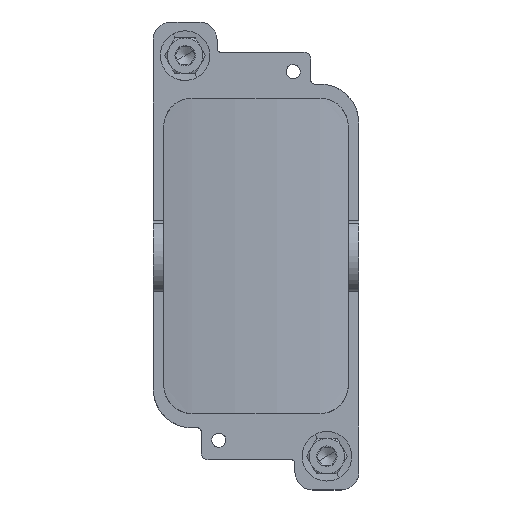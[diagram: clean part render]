
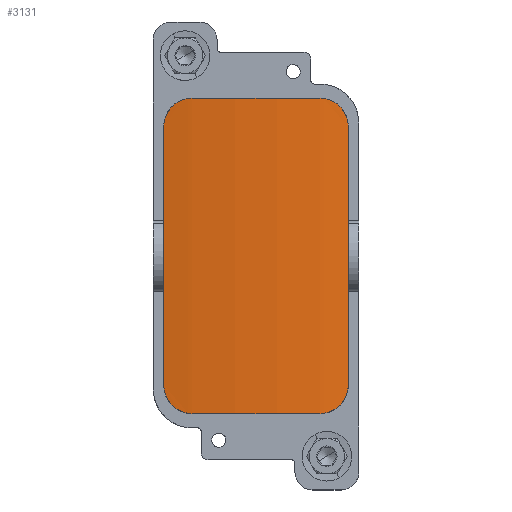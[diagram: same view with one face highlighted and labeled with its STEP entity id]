
A CAD part, top view. The second image highlights one B-rep face of the part: STEP entity #3131.
In plain terms, the highlighted cylindrical face has radius 150 mm (diameter 300 mm), a partial arc.
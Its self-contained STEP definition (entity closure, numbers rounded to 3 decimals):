
#3069=AXIS2_PLACEMENT_3D('Cylinder Axis2P3D',#3066,#3067,#3068) ;
#3083=AXIS2_PLACEMENT_3D('Circle Axis2P3D',#3081,#3082,$) ;
#3108=AXIS2_PLACEMENT_3D('Circle Axis2P3D',#3106,#3107,$) ;
#2097=CARTESIAN_POINT('Vertex',(3.,29.5,39.229)) ;
#2100=CARTESIAN_POINT('Line Origine',(3.,66.,39.229)) ;
#2104=CARTESIAN_POINT('Vertex',(3.,102.5,39.229)) ;
#2315=CARTESIAN_POINT('Vertex',(55.,102.5,39.229)) ;
#2318=CARTESIAN_POINT('Line Origine',(55.,66.,39.229)) ;
#2322=CARTESIAN_POINT('Vertex',(55.,29.5,39.229)) ;
#3066=CARTESIAN_POINT('Axis2P3D Location',(29.,66.,-108.5)) ;
#3072=CARTESIAN_POINT('Control Point',(55.,102.5,39.229)) ;
#3073=CARTESIAN_POINT('Control Point',(55.,105.026,39.229)) ;
#3074=CARTESIAN_POINT('Control Point',(54.002,107.557,39.405)) ;
#3075=CARTESIAN_POINT('Control Point',(52.008,109.519,39.758)) ;
#3076=CARTESIAN_POINT('Control Point',(49.508,110.5,40.113)) ;
#3077=CARTESIAN_POINT('Control Point',(47.,110.5,40.416)) ;
#3078=CARTESIAN_POINT('Vertex',(47.,110.5,40.416)) ;
#3081=CARTESIAN_POINT('Axis2P3D Location',(29.,110.5,-108.5)) ;
#3085=CARTESIAN_POINT('Vertex',(11.,110.5,40.416)) ;
#3089=CARTESIAN_POINT('Control Point',(3.,102.5,39.229)) ;
#3090=CARTESIAN_POINT('Control Point',(3.,105.026,39.229)) ;
#3091=CARTESIAN_POINT('Control Point',(3.998,107.557,39.405)) ;
#3092=CARTESIAN_POINT('Control Point',(5.992,109.519,39.758)) ;
#3093=CARTESIAN_POINT('Control Point',(8.492,110.5,40.113)) ;
#3094=CARTESIAN_POINT('Control Point',(11.,110.5,40.416)) ;
#3097=CARTESIAN_POINT('Control Point',(3.,29.5,39.229)) ;
#3098=CARTESIAN_POINT('Control Point',(3.,26.974,39.229)) ;
#3099=CARTESIAN_POINT('Control Point',(3.998,24.443,39.405)) ;
#3100=CARTESIAN_POINT('Control Point',(5.992,22.481,39.758)) ;
#3101=CARTESIAN_POINT('Control Point',(8.492,21.5,40.113)) ;
#3102=CARTESIAN_POINT('Control Point',(11.,21.5,40.416)) ;
#3103=CARTESIAN_POINT('Vertex',(11.,21.5,40.416)) ;
#3106=CARTESIAN_POINT('Axis2P3D Location',(29.,21.5,-108.5)) ;
#3110=CARTESIAN_POINT('Vertex',(47.,21.5,40.416)) ;
#3114=CARTESIAN_POINT('Control Point',(55.,29.5,39.229)) ;
#3115=CARTESIAN_POINT('Control Point',(55.,26.974,39.229)) ;
#3116=CARTESIAN_POINT('Control Point',(54.002,24.443,39.405)) ;
#3117=CARTESIAN_POINT('Control Point',(52.008,22.481,39.758)) ;
#3118=CARTESIAN_POINT('Control Point',(49.508,21.5,40.113)) ;
#3119=CARTESIAN_POINT('Control Point',(47.,21.5,40.416)) ;
#2101=DIRECTION('Vector Direction',(0.,-1.,0.)) ;
#2319=DIRECTION('Vector Direction',(0.,-1.,0.)) ;
#3067=DIRECTION('Axis2P3D Direction',(0.,-1.,0.)) ;
#3068=DIRECTION('Axis2P3D XDirection',(0.173,0.,0.985)) ;
#3082=DIRECTION('Axis2P3D Direction',(0.,-1.,0.)) ;
#3107=DIRECTION('Axis2P3D Direction',(0.,-1.,0.)) ;
#2102=VECTOR('Line Direction',#2101,1.) ;
#2320=VECTOR('Line Direction',#2319,1.) ;
#3122=ORIENTED_EDGE('',*,*,#2324,.F.) ;
#3123=ORIENTED_EDGE('',*,*,#3080,.F.) ;
#3124=ORIENTED_EDGE('',*,*,#3087,.T.) ;
#3125=ORIENTED_EDGE('',*,*,#3095,.F.) ;
#3126=ORIENTED_EDGE('',*,*,#2106,.T.) ;
#3127=ORIENTED_EDGE('',*,*,#3105,.F.) ;
#3128=ORIENTED_EDGE('',*,*,#3112,.F.) ;
#3129=ORIENTED_EDGE('',*,*,#3120,.F.) ;
#3131=ADVANCED_FACE('Hauptk\X2\00F6\X0\rper',(#3130),#3070,.T.) ;
#3071=B_SPLINE_CURVE_WITH_KNOTS('',5,(#3072,#3073,#3074,#3075,#3076,#3077),.UNSPECIFIED.,.F.,.U.,(6,6),(0.,17.864),.UNSPECIFIED.) ;
#3088=B_SPLINE_CURVE_WITH_KNOTS('',5,(#3089,#3090,#3091,#3092,#3093,#3094),.UNSPECIFIED.,.F.,.U.,(6,6),(0.,17.864),.UNSPECIFIED.) ;
#3096=B_SPLINE_CURVE_WITH_KNOTS('',5,(#3097,#3098,#3099,#3100,#3101,#3102),.UNSPECIFIED.,.F.,.U.,(6,6),(0.,17.864),.UNSPECIFIED.) ;
#3113=B_SPLINE_CURVE_WITH_KNOTS('',5,(#3114,#3115,#3116,#3117,#3118,#3119),.UNSPECIFIED.,.F.,.U.,(6,6),(0.,17.864),.UNSPECIFIED.) ;
#3084=CIRCLE('generated circle',#3083,150.) ;
#3109=CIRCLE('generated circle',#3108,150.) ;
#3070=CYLINDRICAL_SURFACE('generated cylinder',#3069,150.) ;
#2106=EDGE_CURVE('',#2105,#2098,#2103,.T.) ;
#2324=EDGE_CURVE('',#2316,#2323,#2321,.T.) ;
#3080=EDGE_CURVE('',#3079,#2316,#3071,.F.) ;
#3087=EDGE_CURVE('',#3079,#3086,#3084,.T.) ;
#3095=EDGE_CURVE('',#2105,#3086,#3088,.T.) ;
#3105=EDGE_CURVE('',#3104,#2098,#3096,.F.) ;
#3112=EDGE_CURVE('',#3111,#3104,#3109,.T.) ;
#3120=EDGE_CURVE('',#2323,#3111,#3113,.T.) ;
#3121=EDGE_LOOP('',(#3122,#3123,#3124,#3125,#3126,#3127,#3128,#3129)) ;
#3130=FACE_OUTER_BOUND('',#3121,.T.) ;
#2103=LINE('Line',#2100,#2102) ;
#2321=LINE('Line',#2318,#2320) ;
#2098=VERTEX_POINT('',#2097) ;
#2105=VERTEX_POINT('',#2104) ;
#2316=VERTEX_POINT('',#2315) ;
#2323=VERTEX_POINT('',#2322) ;
#3079=VERTEX_POINT('',#3078) ;
#3086=VERTEX_POINT('',#3085) ;
#3104=VERTEX_POINT('',#3103) ;
#3111=VERTEX_POINT('',#3110) ;
